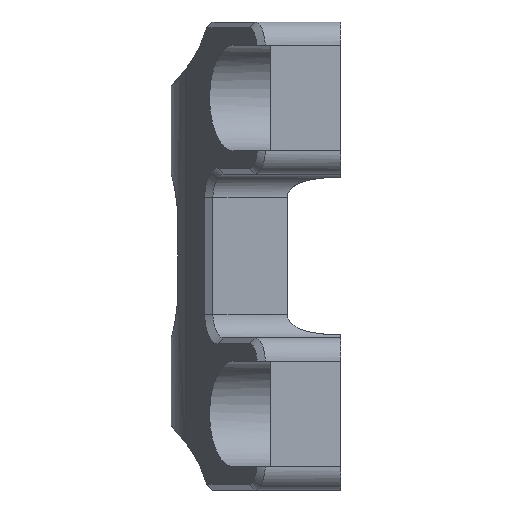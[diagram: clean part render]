
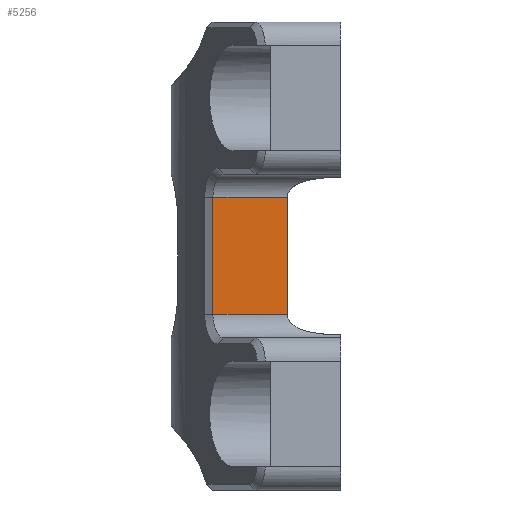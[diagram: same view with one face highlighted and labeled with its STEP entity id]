
A CAD part, front view. The second image highlights one B-rep face of the part: STEP entity #5256.
In plain terms, the highlighted planar face has unit normal (0, -1, 0).
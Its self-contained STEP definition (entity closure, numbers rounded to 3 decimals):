
#329 = CYLINDRICAL_SURFACE('',#330,11.);
#330 = AXIS2_PLACEMENT_3D('',#331,#332,#333);
#331 = CARTESIAN_POINT('',(-1.,0.,0.));
#332 = DIRECTION('',(-0.,-0.,-1.));
#333 = DIRECTION('',(1.,0.,0.));
#2404 = VERTEX_POINT('',#2405);
#2405 = CARTESIAN_POINT('',(-5.583,-10.,25.));
#2529 = CYLINDRICAL_SURFACE('',#2530,2.);
#2530 = AXIS2_PLACEMENT_3D('',#2531,#2532,#2533);
#2531 = CARTESIAN_POINT('',(-5.583,-12.,25.));
#2532 = DIRECTION('',(-1.,0.,0.));
#2533 = DIRECTION('',(0.,1.,0.));
#2575 = EDGE_CURVE('',#2404,#2576,#2578,.T.);
#2576 = VERTEX_POINT('',#2577);
#2577 = CARTESIAN_POINT('',(-5.583,-10.,15.));
#2578 = SURFACE_CURVE('',#2579,(#2583,#2590),.PCURVE_S1.);
#2579 = LINE('',#2580,#2581);
#2580 = CARTESIAN_POINT('',(-5.583,-10.,0.));
#2581 = VECTOR('',#2582,1.);
#2582 = DIRECTION('',(-0.,-0.,-1.));
#2583 = PCURVE('',#329,#2584);
#2584 = DEFINITIONAL_REPRESENTATION('',(#2585),#2589);
#2585 = LINE('',#2586,#2587);
#2586 = CARTESIAN_POINT('',(-4.283,0.));
#2587 = VECTOR('',#2588,1.);
#2588 = DIRECTION('',(-0.,1.));
#2589 = ( GEOMETRIC_REPRESENTATION_CONTEXT(2) 
PARAMETRIC_REPRESENTATION_CONTEXT() REPRESENTATION_CONTEXT('2D SPACE',''
  ) );
#2590 = PCURVE('',#2591,#2596);
#2591 = PLANE('',#2592);
#2592 = AXIS2_PLACEMENT_3D('',#2593,#2594,#2595);
#2593 = CARTESIAN_POINT('',(0.,-10.,27.));
#2594 = DIRECTION('',(0.,-1.,0.));
#2595 = DIRECTION('',(0.,0.,-1.));
#2596 = DEFINITIONAL_REPRESENTATION('',(#2597),#2601);
#2597 = LINE('',#2598,#2599);
#2598 = CARTESIAN_POINT('',(27.,-5.583));
#2599 = VECTOR('',#2600,1.);
#2600 = DIRECTION('',(1.,0.));
#2601 = ( GEOMETRIC_REPRESENTATION_CONTEXT(2) 
PARAMETRIC_REPRESENTATION_CONTEXT() REPRESENTATION_CONTEXT('2D SPACE',''
  ) );
#2736 = CYLINDRICAL_SURFACE('',#2737,2.);
#2737 = AXIS2_PLACEMENT_3D('',#2738,#2739,#2740);
#2738 = CARTESIAN_POINT('',(-5.583,-12.,15.));
#2739 = DIRECTION('',(-1.,0.,0.));
#2740 = DIRECTION('',(0.,0.,-1.));
#4552 = PLANE('',#4553);
#4553 = AXIS2_PLACEMENT_3D('',#4554,#4555,#4556);
#4554 = CARTESIAN_POINT('',(-12.281,-9.771,25.));
#4555 = DIRECTION('',(0.545,0.838,0.));
#4556 = DIRECTION('',(0.,0.,1.));
#5008 = EDGE_CURVE('',#2576,#5009,#5011,.T.);
#5009 = VERTEX_POINT('',#5010);
#5010 = CARTESIAN_POINT('',(-11.929,-10.,15.));
#5011 = SURFACE_CURVE('',#5012,(#5016,#5023),.PCURVE_S1.);
#5012 = LINE('',#5013,#5014);
#5013 = CARTESIAN_POINT('',(-5.583,-10.,15.));
#5014 = VECTOR('',#5015,1.);
#5015 = DIRECTION('',(-1.,0.,0.));
#5016 = PCURVE('',#2736,#5017);
#5017 = DEFINITIONAL_REPRESENTATION('',(#5018),#5022);
#5018 = LINE('',#5019,#5020);
#5019 = CARTESIAN_POINT('',(-1.571,0.));
#5020 = VECTOR('',#5021,1.);
#5021 = DIRECTION('',(-0.,1.));
#5022 = ( GEOMETRIC_REPRESENTATION_CONTEXT(2) 
PARAMETRIC_REPRESENTATION_CONTEXT() REPRESENTATION_CONTEXT('2D SPACE',''
  ) );
#5023 = PCURVE('',#2591,#5024);
#5024 = DEFINITIONAL_REPRESENTATION('',(#5025),#5029);
#5025 = LINE('',#5026,#5027);
#5026 = CARTESIAN_POINT('',(12.,-5.583));
#5027 = VECTOR('',#5028,1.);
#5028 = DIRECTION('',(0.,-1.));
#5029 = ( GEOMETRIC_REPRESENTATION_CONTEXT(2) 
PARAMETRIC_REPRESENTATION_CONTEXT() REPRESENTATION_CONTEXT('2D SPACE',''
  ) );
#5256 = ADVANCED_FACE('',(#5257),#2591,.T.);
#5257 = FACE_BOUND('',#5258,.T.);
#5258 = EDGE_LOOP('',(#5259,#5282,#5303,#5304));
#5259 = ORIENTED_EDGE('',*,*,#5260,.T.);
#5260 = EDGE_CURVE('',#2404,#5261,#5263,.T.);
#5261 = VERTEX_POINT('',#5262);
#5262 = CARTESIAN_POINT('',(-11.929,-10.,25.));
#5263 = SURFACE_CURVE('',#5264,(#5268,#5275),.PCURVE_S1.);
#5264 = LINE('',#5265,#5266);
#5265 = CARTESIAN_POINT('',(-5.583,-10.,25.));
#5266 = VECTOR('',#5267,1.);
#5267 = DIRECTION('',(-1.,0.,0.));
#5268 = PCURVE('',#2591,#5269);
#5269 = DEFINITIONAL_REPRESENTATION('',(#5270),#5274);
#5270 = LINE('',#5271,#5272);
#5271 = CARTESIAN_POINT('',(2.,-5.583));
#5272 = VECTOR('',#5273,1.);
#5273 = DIRECTION('',(0.,-1.));
#5274 = ( GEOMETRIC_REPRESENTATION_CONTEXT(2) 
PARAMETRIC_REPRESENTATION_CONTEXT() REPRESENTATION_CONTEXT('2D SPACE',''
  ) );
#5275 = PCURVE('',#2529,#5276);
#5276 = DEFINITIONAL_REPRESENTATION('',(#5277),#5281);
#5277 = LINE('',#5278,#5279);
#5278 = CARTESIAN_POINT('',(-0.,0.));
#5279 = VECTOR('',#5280,1.);
#5280 = DIRECTION('',(-0.,1.));
#5281 = ( GEOMETRIC_REPRESENTATION_CONTEXT(2) 
PARAMETRIC_REPRESENTATION_CONTEXT() REPRESENTATION_CONTEXT('2D SPACE',''
  ) );
#5282 = ORIENTED_EDGE('',*,*,#5283,.T.);
#5283 = EDGE_CURVE('',#5261,#5009,#5284,.T.);
#5284 = SURFACE_CURVE('',#5285,(#5289,#5296),.PCURVE_S1.);
#5285 = LINE('',#5286,#5287);
#5286 = CARTESIAN_POINT('',(-11.929,-10.,25.));
#5287 = VECTOR('',#5288,1.);
#5288 = DIRECTION('',(0.,0.,-1.));
#5289 = PCURVE('',#2591,#5290);
#5290 = DEFINITIONAL_REPRESENTATION('',(#5291),#5295);
#5291 = LINE('',#5292,#5293);
#5292 = CARTESIAN_POINT('',(2.,-11.929));
#5293 = VECTOR('',#5294,1.);
#5294 = DIRECTION('',(1.,0.));
#5295 = ( GEOMETRIC_REPRESENTATION_CONTEXT(2) 
PARAMETRIC_REPRESENTATION_CONTEXT() REPRESENTATION_CONTEXT('2D SPACE',''
  ) );
#5296 = PCURVE('',#4552,#5297);
#5297 = DEFINITIONAL_REPRESENTATION('',(#5298),#5302);
#5298 = LINE('',#5299,#5300);
#5299 = CARTESIAN_POINT('',(0.,0.419));
#5300 = VECTOR('',#5301,1.);
#5301 = DIRECTION('',(-1.,0.));
#5302 = ( GEOMETRIC_REPRESENTATION_CONTEXT(2) 
PARAMETRIC_REPRESENTATION_CONTEXT() REPRESENTATION_CONTEXT('2D SPACE',''
  ) );
#5303 = ORIENTED_EDGE('',*,*,#5008,.F.);
#5304 = ORIENTED_EDGE('',*,*,#2575,.F.);
